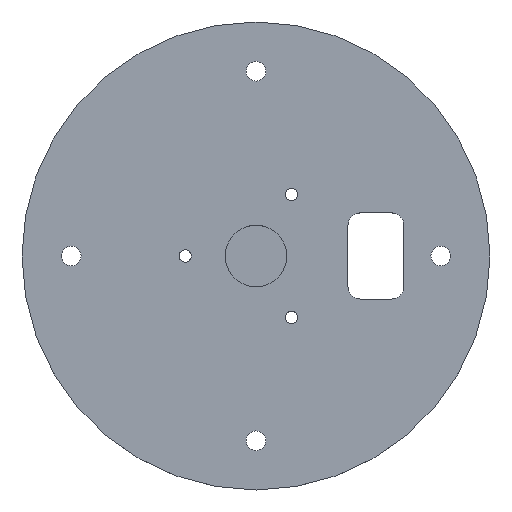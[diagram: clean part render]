
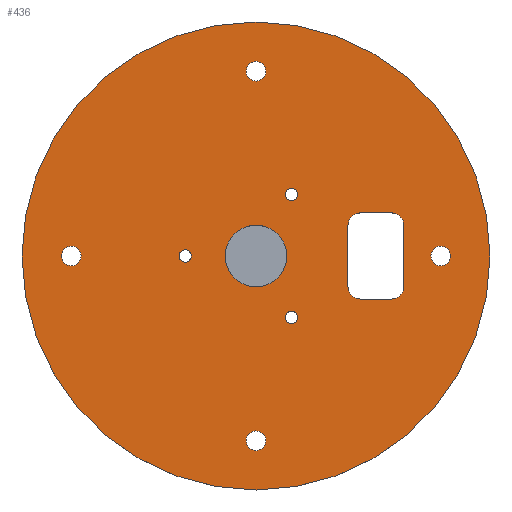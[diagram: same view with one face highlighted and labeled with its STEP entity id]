
A CAD part, top view. The second image highlights one B-rep face of the part: STEP entity #436.
In plain terms, the highlighted planar face has unit normal (0, 0, 1).
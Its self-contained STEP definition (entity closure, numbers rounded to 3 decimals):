
#25=FACE_BOUND('',#96,.T.);
#26=FACE_BOUND('',#97,.T.);
#27=FACE_BOUND('',#98,.T.);
#28=FACE_BOUND('',#99,.T.);
#29=FACE_BOUND('',#100,.T.);
#30=FACE_BOUND('',#101,.T.);
#31=FACE_BOUND('',#102,.T.);
#32=FACE_BOUND('',#103,.T.);
#33=FACE_BOUND('',#104,.T.);
#42=PLANE('',#499);
#61=FACE_OUTER_BOUND('',#95,.T.);
#95=EDGE_LOOP('',(#366));
#96=EDGE_LOOP('',(#367,#368,#369,#370,#371,#372,#373,#374));
#97=EDGE_LOOP('',(#375));
#98=EDGE_LOOP('',(#376));
#99=EDGE_LOOP('',(#377));
#100=EDGE_LOOP('',(#378));
#101=EDGE_LOOP('',(#379));
#102=EDGE_LOOP('',(#380));
#103=EDGE_LOOP('',(#381));
#104=EDGE_LOOP('',(#382));
#113=LINE('',#661,#140);
#117=LINE('',#673,#144);
#121=LINE('',#685,#148);
#125=LINE('',#695,#152);
#140=VECTOR('',#523,10.);
#144=VECTOR('',#535,10.);
#148=VECTOR('',#547,10.);
#152=VECTOR('',#559,10.);
#165=CIRCLE('',#458,2.);
#167=CIRCLE('',#462,2.);
#169=CIRCLE('',#466,2.);
#171=CIRCLE('',#470,2.);
#172=CIRCLE('',#473,38.);
#178=CIRCLE('',#484,5.);
#187=CIRCLE('',#496,1.);
#188=CIRCLE('',#498,1.6);
#189=CIRCLE('',#500,1.);
#190=CIRCLE('',#501,1.);
#191=CIRCLE('',#502,1.6);
#192=CIRCLE('',#503,1.6);
#193=CIRCLE('',#504,1.6);
#196=VERTEX_POINT('',#652);
#197=VERTEX_POINT('',#654);
#199=VERTEX_POINT('',#660);
#201=VERTEX_POINT('',#666);
#203=VERTEX_POINT('',#672);
#205=VERTEX_POINT('',#678);
#207=VERTEX_POINT('',#684);
#209=VERTEX_POINT('',#690);
#210=VERTEX_POINT('',#697);
#216=VERTEX_POINT('',#716);
#225=VERTEX_POINT('',#739);
#226=VERTEX_POINT('',#743);
#227=VERTEX_POINT('',#747);
#228=VERTEX_POINT('',#749);
#229=VERTEX_POINT('',#751);
#230=VERTEX_POINT('',#753);
#231=VERTEX_POINT('',#755);
#234=EDGE_CURVE('',#197,#196,#165,.T.);
#237=EDGE_CURVE('',#199,#197,#113,.T.);
#240=EDGE_CURVE('',#201,#199,#167,.T.);
#243=EDGE_CURVE('',#203,#201,#117,.T.);
#246=EDGE_CURVE('',#205,#203,#169,.T.);
#249=EDGE_CURVE('',#207,#205,#121,.T.);
#252=EDGE_CURVE('',#209,#207,#171,.T.);
#255=EDGE_CURVE('',#196,#209,#125,.T.);
#256=EDGE_CURVE('',#210,#210,#172,.T.);
#265=EDGE_CURVE('',#216,#216,#178,.T.);
#275=EDGE_CURVE('',#225,#225,#187,.T.);
#277=EDGE_CURVE('',#226,#226,#188,.T.);
#279=EDGE_CURVE('',#227,#227,#189,.T.);
#280=EDGE_CURVE('',#228,#228,#190,.T.);
#281=EDGE_CURVE('',#229,#229,#191,.T.);
#282=EDGE_CURVE('',#230,#230,#192,.T.);
#283=EDGE_CURVE('',#231,#231,#193,.T.);
#366=ORIENTED_EDGE('',*,*,#256,.T.);
#367=ORIENTED_EDGE('',*,*,#246,.T.);
#368=ORIENTED_EDGE('',*,*,#243,.T.);
#369=ORIENTED_EDGE('',*,*,#240,.T.);
#370=ORIENTED_EDGE('',*,*,#237,.T.);
#371=ORIENTED_EDGE('',*,*,#234,.T.);
#372=ORIENTED_EDGE('',*,*,#255,.T.);
#373=ORIENTED_EDGE('',*,*,#252,.T.);
#374=ORIENTED_EDGE('',*,*,#249,.T.);
#375=ORIENTED_EDGE('',*,*,#265,.T.);
#376=ORIENTED_EDGE('',*,*,#279,.T.);
#377=ORIENTED_EDGE('',*,*,#280,.T.);
#378=ORIENTED_EDGE('',*,*,#275,.T.);
#379=ORIENTED_EDGE('',*,*,#281,.T.);
#380=ORIENTED_EDGE('',*,*,#282,.T.);
#381=ORIENTED_EDGE('',*,*,#283,.T.);
#382=ORIENTED_EDGE('',*,*,#277,.T.);
#436=ADVANCED_FACE('',(#61,#25,#26,#27,#28,#29,#30,#31,#32,#33),#42,.T.);
#458=AXIS2_PLACEMENT_3D('',#655,#517,#518);
#462=AXIS2_PLACEMENT_3D('',#667,#529,#530);
#466=AXIS2_PLACEMENT_3D('',#679,#541,#542);
#470=AXIS2_PLACEMENT_3D('',#691,#553,#554);
#473=AXIS2_PLACEMENT_3D('',#698,#562,#563);
#484=AXIS2_PLACEMENT_3D('',#718,#587,#588);
#496=AXIS2_PLACEMENT_3D('',#740,#612,#613);
#498=AXIS2_PLACEMENT_3D('',#744,#617,#618);
#499=AXIS2_PLACEMENT_3D('',#746,#620,#621);
#500=AXIS2_PLACEMENT_3D('',#748,#622,#623);
#501=AXIS2_PLACEMENT_3D('',#750,#624,#625);
#502=AXIS2_PLACEMENT_3D('',#752,#626,#627);
#503=AXIS2_PLACEMENT_3D('',#754,#628,#629);
#504=AXIS2_PLACEMENT_3D('',#756,#630,#631);
#517=DIRECTION('center_axis',(0.,0.,-1.));
#518=DIRECTION('ref_axis',(0.,-1.,0.));
#523=DIRECTION('',(0.,-1.,0.));
#529=DIRECTION('center_axis',(0.,0.,-1.));
#530=DIRECTION('ref_axis',(1.,0.,0.));
#535=DIRECTION('',(1.,0.,0.));
#541=DIRECTION('center_axis',(0.,0.,-1.));
#542=DIRECTION('ref_axis',(0.,1.,0.));
#547=DIRECTION('',(0.,1.,0.));
#553=DIRECTION('center_axis',(0.,0.,-1.));
#554=DIRECTION('ref_axis',(-1.,0.,0.));
#559=DIRECTION('',(-1.,0.,0.));
#562=DIRECTION('center_axis',(0.,0.,1.));
#563=DIRECTION('ref_axis',(-1.,0.,0.));
#587=DIRECTION('center_axis',(0.,0.,-1.));
#588=DIRECTION('ref_axis',(-1.,0.,0.));
#612=DIRECTION('center_axis',(0.,0.,-1.));
#613=DIRECTION('ref_axis',(-1.,0.,0.));
#617=DIRECTION('center_axis',(0.,0.,-1.));
#618=DIRECTION('ref_axis',(-1.,0.,0.));
#620=DIRECTION('center_axis',(0.,0.,1.));
#621=DIRECTION('ref_axis',(-1.,0.,0.));
#622=DIRECTION('center_axis',(0.,0.,-1.));
#623=DIRECTION('ref_axis',(0.5,-0.866,0.));
#624=DIRECTION('center_axis',(0.,0.,-1.));
#625=DIRECTION('ref_axis',(0.5,0.866,0.));
#626=DIRECTION('center_axis',(0.,0.,-1.));
#627=DIRECTION('ref_axis',(0.,-1.,0.));
#628=DIRECTION('center_axis',(0.,0.,-1.));
#629=DIRECTION('ref_axis',(1.,0.,0.));
#630=DIRECTION('center_axis',(0.,0.,-1.));
#631=DIRECTION('ref_axis',(0.,1.,0.));
#652=CARTESIAN_POINT('',(59.,-44.,35.));
#654=CARTESIAN_POINT('',(61.,-42.,35.));
#655=CARTESIAN_POINT('Origin',(59.,-42.,35.));
#660=CARTESIAN_POINT('',(61.,-32.,35.));
#661=CARTESIAN_POINT('',(61.,-34.5,35.));
#666=CARTESIAN_POINT('',(59.,-30.,35.));
#667=CARTESIAN_POINT('Origin',(59.,-32.,35.));
#672=CARTESIAN_POINT('',(53.935,-30.,35.));
#673=CARTESIAN_POINT('',(45.467,-30.,35.));
#678=CARTESIAN_POINT('',(51.935,-32.,35.));
#679=CARTESIAN_POINT('Origin',(53.935,-32.,35.));
#684=CARTESIAN_POINT('',(51.935,-42.,35.));
#685=CARTESIAN_POINT('',(51.935,-39.5,35.));
#690=CARTESIAN_POINT('',(53.935,-44.,35.));
#691=CARTESIAN_POINT('Origin',(53.935,-42.,35.));
#695=CARTESIAN_POINT('',(48.,-44.,35.));
#697=CARTESIAN_POINT('',(75.,-37.,35.));
#698=CARTESIAN_POINT('Origin',(37.,-37.,35.));
#716=CARTESIAN_POINT('',(32.,-37.,35.));
#718=CARTESIAN_POINT('Origin',(37.,-37.,35.));
#739=CARTESIAN_POINT('',(26.5,-37.,35.));
#740=CARTESIAN_POINT('Origin',(25.5,-37.,35.));
#743=CARTESIAN_POINT('',(68.6,-37.,35.));
#744=CARTESIAN_POINT('Origin',(67.,-37.,35.));
#746=CARTESIAN_POINT('Origin',(37.,-37.,35.));
#747=CARTESIAN_POINT('',(42.25,-46.093,35.));
#748=CARTESIAN_POINT('Origin',(42.75,-46.959,35.));
#749=CARTESIAN_POINT('',(42.25,-27.907,35.));
#750=CARTESIAN_POINT('Origin',(42.75,-27.041,35.));
#751=CARTESIAN_POINT('',(37.,-5.4,35.));
#752=CARTESIAN_POINT('Origin',(37.,-7.,35.));
#753=CARTESIAN_POINT('',(5.4,-37.,35.));
#754=CARTESIAN_POINT('Origin',(7.,-37.,35.));
#755=CARTESIAN_POINT('',(37.,-68.6,35.));
#756=CARTESIAN_POINT('Origin',(37.,-67.,35.));
